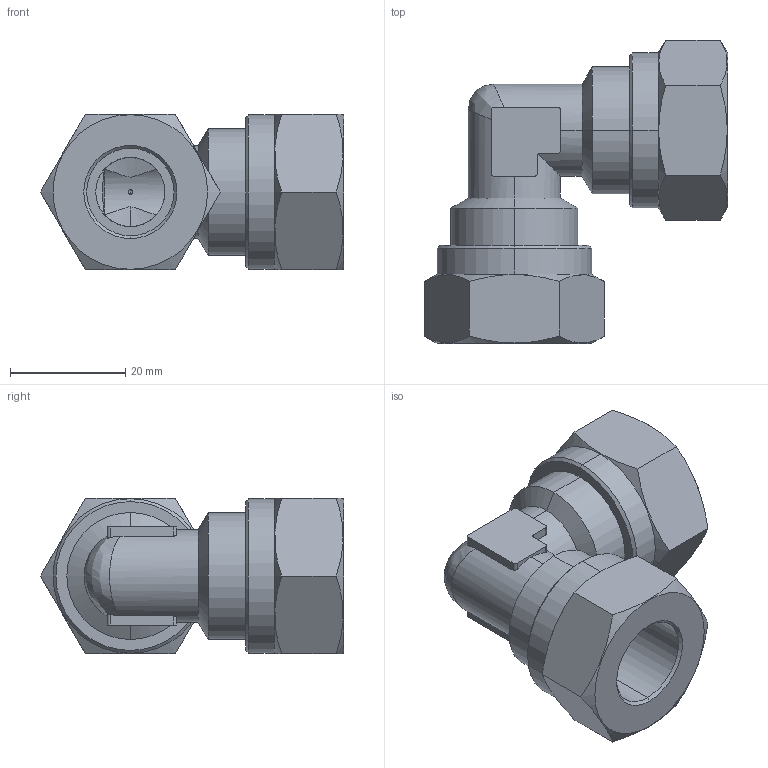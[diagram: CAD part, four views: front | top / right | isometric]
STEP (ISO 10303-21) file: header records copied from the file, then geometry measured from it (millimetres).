
FILE_DESCRIPTION (( 'STEP AP203' ), '1' );
FILE_NAME ('03070080.STEP', '2011-10-31T14:41:26', ( '' ), ( 'sopra-pneumatic' ), 'SwSTEP 2.0', 'SolidWorks 2011', '' );
FILE_SCHEMA (( 'CONFIG_CONTROL_DESIGN' ));
Length unit declared in the file: millimetre
Products named in the file (1): 03070080
Bounding box: 52.56 x 52.56 x 27 mm (x, y, z)
Volume: 20503.8 mm3; surface area: 10186.4 mm2
Topology: 1 solids, 1 shells, 103 faces, 253 edges, 154 vertices
Faces by surface type: cylinder 38, cone 32, plane 32, bspline 1
Entity records: 3550 total; most frequent: CARTESIAN_POINT 1163, ORIENTED_EDGE 498, DIRECTION 458, EDGE_CURVE 249, AXIS2_PLACEMENT_3D 177, VERTEX_POINT 154, EDGE_LOOP 111, VECTOR 104
